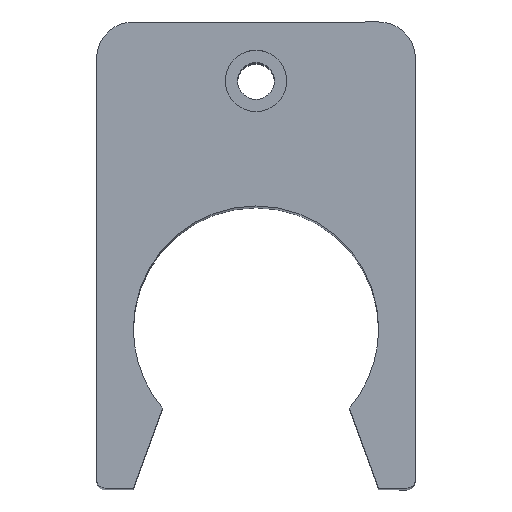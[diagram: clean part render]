
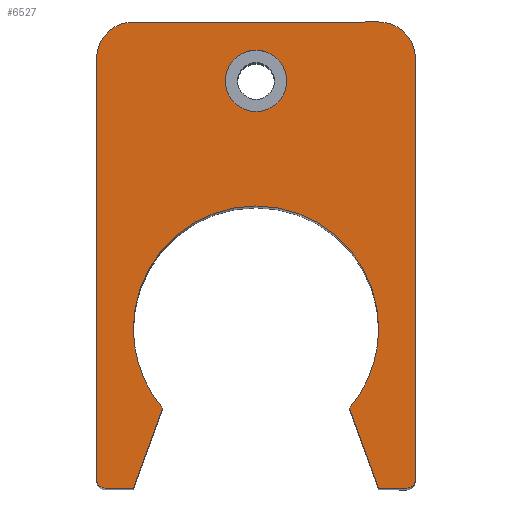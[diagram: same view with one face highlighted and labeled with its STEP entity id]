
A CAD part, top view. The second image highlights one B-rep face of the part: STEP entity #6527.
In plain terms, the highlighted planar face has unit normal (0, 0, 1).
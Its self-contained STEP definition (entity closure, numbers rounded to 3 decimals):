
#27 = CIRCLE ( 'NONE', #1303, 2.5 ) ;
#37 = AXIS2_PLACEMENT_3D ( 'NONE', #4953, #4923, #2418 ) ;
#53 = DIRECTION ( 'NONE',  ( 0., 0., 1. ) ) ;
#70 = CARTESIAN_POINT ( 'NONE',  ( 0., 0., 44. ) ) ;
#165 = CARTESIAN_POINT ( 'NONE',  ( 13., 22., 44. ) ) ;
#261 = VERTEX_POINT ( 'NONE', #4620 ) ;
#295 = ORIENTED_EDGE ( 'NONE', *, *, #1764, .T. ) ;
#419 = EDGE_CURVE ( 'NONE', #2143, #3895, #27, .T. ) ;
#485 = ORIENTED_EDGE ( 'NONE', *, *, #5789, .T. ) ;
#487 = CARTESIAN_POINT ( 'NONE',  ( -13., -12.3, 44. ) ) ;
#493 = EDGE_CURVE ( 'NONE', #5622, #6155, #890, .T. ) ;
#505 = AXIS2_PLACEMENT_3D ( 'NONE', #3462, #4546, #2453 ) ;
#511 = LINE ( 'NONE', #1446, #612 ) ;
#605 = DIRECTION ( 'NONE',  ( 1., 0., 0. ) ) ;
#612 = VECTOR ( 'NONE', #953, 1000. ) ;
#618 = ORIENTED_EDGE ( 'NONE', *, *, #6265, .T. ) ;
#620 = CARTESIAN_POINT ( 'NONE',  ( 0., 20.2, 44. ) ) ;
#629 = EDGE_LOOP ( 'NONE', ( #1485, #5921 ) ) ;
#679 = CARTESIAN_POINT ( 'NONE',  ( 10., 25., 44. ) ) ;
#796 = VERTEX_POINT ( 'NONE', #5495 ) ;
#819 = CARTESIAN_POINT ( 'NONE',  ( -10., -13., 44. ) ) ;
#858 = CARTESIAN_POINT ( 'NONE',  ( 0., 0., 44. ) ) ;
#877 = ORIENTED_EDGE ( 'NONE', *, *, #4501, .T. ) ;
#890 = LINE ( 'NONE', #3990, #3204 ) ;
#953 = DIRECTION ( 'NONE',  ( 0.342, -0.94, 0. ) ) ;
#996 = ORIENTED_EDGE ( 'NONE', *, *, #2934, .T. ) ;
#1192 = DIRECTION ( 'NONE',  ( 0.342, 0.94, 0. ) ) ;
#1193 = LINE ( 'NONE', #4795, #2331 ) ;
#1253 = DIRECTION ( 'NONE',  ( 1., 0., 0. ) ) ;
#1303 = AXIS2_PLACEMENT_3D ( 'NONE', #1720, #4789, #1253 ) ;
#1386 = LINE ( 'NONE', #2879, #5052 ) ;
#1402 = CIRCLE ( 'NONE', #5088, 3. ) ;
#1417 = DIRECTION ( 'NONE',  ( -1., 0., 0. ) ) ;
#1446 = CARTESIAN_POINT ( 'NONE',  ( 8.999, -10.25, 44. ) ) ;
#1461 = CARTESIAN_POINT ( 'NONE',  ( -2.5, 20.2, 44. ) ) ;
#1485 = ORIENTED_EDGE ( 'NONE', *, *, #5043, .F. ) ;
#1494 = CIRCLE ( 'NONE', #4231, 3. ) ;
#1560 = CARTESIAN_POINT ( 'NONE',  ( -10., 25., 44. ) ) ;
#1568 = VERTEX_POINT ( 'NONE', #1560 ) ;
#1635 = DIRECTION ( 'NONE',  ( 0., 0., -1. ) ) ;
#1694 = DIRECTION ( 'NONE',  ( 0., -1., 0. ) ) ;
#1720 = CARTESIAN_POINT ( 'NONE',  ( 0., 20.2, 44. ) ) ;
#1739 = CIRCLE ( 'NONE', #37, 10. ) ;
#1764 = EDGE_CURVE ( 'NONE', #261, #796, #511, .T. ) ;
#1777 = EDGE_CURVE ( 'NONE', #4208, #5622, #5154, .T. ) ;
#1840 = VECTOR ( 'NONE', #1192, 1000. ) ;
#1894 = DIRECTION ( 'NONE',  ( 1., 0., 0. ) ) ;
#1920 = DIRECTION ( 'NONE',  ( 0., 0., -1. ) ) ;
#2004 = CIRCLE ( 'NONE', #5060, 0.7 ) ;
#2050 = FACE_BOUND ( 'NONE', #629, .T. ) ;
#2143 = VERTEX_POINT ( 'NONE', #1461 ) ;
#2162 = LINE ( 'NONE', #819, #1840 ) ;
#2215 = ORIENTED_EDGE ( 'NONE', *, *, #1777, .T. ) ;
#2244 = VECTOR ( 'NONE', #1894, 1000. ) ;
#2331 = VECTOR ( 'NONE', #1694, 1000. ) ;
#2343 = VERTEX_POINT ( 'NONE', #3622 ) ;
#2406 = DIRECTION ( 'NONE',  ( 1., 0., 0. ) ) ;
#2418 = DIRECTION ( 'NONE',  ( 1., 0., 0. ) ) ;
#2453 = DIRECTION ( 'NONE',  ( 1., 0., 0. ) ) ;
#2566 = VERTEX_POINT ( 'NONE', #5992 ) ;
#2630 = EDGE_CURVE ( 'NONE', #6264, #5851, #1402, .T. ) ;
#2650 = DIRECTION ( 'NONE',  ( 1., 0., 0. ) ) ;
#2694 = CARTESIAN_POINT ( 'NONE',  ( 13., -12.3, 44. ) ) ;
#2777 = EDGE_CURVE ( 'NONE', #5136, #6264, #4698, .T. ) ;
#2852 = CARTESIAN_POINT ( 'NONE',  ( 12.3, -13., 44. ) ) ;
#2868 = CARTESIAN_POINT ( 'NONE',  ( -12.3, -13., 44. ) ) ;
#2879 = CARTESIAN_POINT ( 'NONE',  ( -10., 25., 44. ) ) ;
#2913 = CARTESIAN_POINT ( 'NONE',  ( -13., 22., 44. ) ) ;
#2934 = EDGE_CURVE ( 'NONE', #796, #2343, #5886, .T. ) ;
#2965 = CARTESIAN_POINT ( 'NONE',  ( 10., 22., 44. ) ) ;
#2990 = EDGE_CURVE ( 'NONE', #1568, #3974, #1494, .T. ) ;
#3029 = ORIENTED_EDGE ( 'NONE', *, *, #2777, .T. ) ;
#3100 = FACE_OUTER_BOUND ( 'NONE', #3702, .T. ) ;
#3126 = ORIENTED_EDGE ( 'NONE', *, *, #5131, .T. ) ;
#3204 = VECTOR ( 'NONE', #5486, 1000. ) ;
#3245 = ORIENTED_EDGE ( 'NONE', *, *, #3944, .T. ) ;
#3301 = CARTESIAN_POINT ( 'NONE',  ( 2.5, 20.2, 44. ) ) ;
#3462 = CARTESIAN_POINT ( 'NONE',  ( -12.3, -12.3, 44. ) ) ;
#3568 = DIRECTION ( 'NONE',  ( 0., 0., 1. ) ) ;
#3622 = CARTESIAN_POINT ( 'NONE',  ( 12.3, -13., 44. ) ) ;
#3702 = EDGE_LOOP ( 'NONE', ( #5424, #485, #3839, #295, #996, #877, #3029, #4892, #3245, #4605, #618, #2215, #4090, #3126 ) ) ;
#3710 = DIRECTION ( 'NONE',  ( 0., 1., 0. ) ) ;
#3744 = CARTESIAN_POINT ( 'NONE',  ( -10., 0., 44. ) ) ;
#3839 = ORIENTED_EDGE ( 'NONE', *, *, #3977, .T. ) ;
#3868 = DIRECTION ( 'NONE',  ( 1., 0., 0. ) ) ;
#3895 = VERTEX_POINT ( 'NONE', #3301 ) ;
#3903 = AXIS2_PLACEMENT_3D ( 'NONE', #858, #1920, #3868 ) ;
#3944 = EDGE_CURVE ( 'NONE', #5851, #1568, #1386, .T. ) ;
#3948 = CIRCLE ( 'NONE', #5000, 2.5 ) ;
#3974 = VERTEX_POINT ( 'NONE', #2913 ) ;
#3977 = EDGE_CURVE ( 'NONE', #2566, #261, #4098, .T. ) ;
#3990 = CARTESIAN_POINT ( 'NONE',  ( -12.3, -13., 44. ) ) ;
#4009 = CARTESIAN_POINT ( 'NONE',  ( -10., -13., 44. ) ) ;
#4013 = DIRECTION ( 'NONE',  ( 0., 0., 1. ) ) ;
#4040 = AXIS2_PLACEMENT_3D ( 'NONE', #70, #1635, #605 ) ;
#4058 = PLANE ( 'NONE',  #6334 ) ;
#4090 = ORIENTED_EDGE ( 'NONE', *, *, #493, .T. ) ;
#4098 = CIRCLE ( 'NONE', #3903, 10. ) ;
#4155 = CIRCLE ( 'NONE', #4040, 10. ) ;
#4208 = VERTEX_POINT ( 'NONE', #487 ) ;
#4231 = AXIS2_PLACEMENT_3D ( 'NONE', #5114, #53, #6107 ) ;
#4332 = CARTESIAN_POINT ( 'NONE',  ( 12.3, -12.3, 44. ) ) ;
#4501 = EDGE_CURVE ( 'NONE', #2343, #5136, #2004, .T. ) ;
#4546 = DIRECTION ( 'NONE',  ( 0., 0., 1. ) ) ;
#4552 = DIRECTION ( 'NONE',  ( 0., 0., 1. ) ) ;
#4605 = ORIENTED_EDGE ( 'NONE', *, *, #2990, .T. ) ;
#4620 = CARTESIAN_POINT ( 'NONE',  ( 7.624, -6.471, 44. ) ) ;
#4666 = CARTESIAN_POINT ( 'NONE',  ( 13., 22., 44. ) ) ;
#4698 = LINE ( 'NONE', #165, #5402 ) ;
#4789 = DIRECTION ( 'NONE',  ( 0., 0., 1. ) ) ;
#4795 = CARTESIAN_POINT ( 'NONE',  ( -13., -12.3, 44. ) ) ;
#4892 = ORIENTED_EDGE ( 'NONE', *, *, #2630, .T. ) ;
#4923 = DIRECTION ( 'NONE',  ( 0., 0., -1. ) ) ;
#4953 = CARTESIAN_POINT ( 'NONE',  ( 0., 0., 44. ) ) ;
#5000 = AXIS2_PLACEMENT_3D ( 'NONE', #620, #4552, #2650 ) ;
#5043 = EDGE_CURVE ( 'NONE', #3895, #2143, #3948, .T. ) ;
#5052 = VECTOR ( 'NONE', #1417, 1000. ) ;
#5060 = AXIS2_PLACEMENT_3D ( 'NONE', #4332, #6355, #2406 ) ;
#5088 = AXIS2_PLACEMENT_3D ( 'NONE', #2965, #4013, #5929 ) ;
#5114 = CARTESIAN_POINT ( 'NONE',  ( -10., 22., 44. ) ) ;
#5131 = EDGE_CURVE ( 'NONE', #6155, #5156, #2162, .T. ) ;
#5136 = VERTEX_POINT ( 'NONE', #2694 ) ;
#5154 = CIRCLE ( 'NONE', #505, 0.7 ) ;
#5156 = VERTEX_POINT ( 'NONE', #6216 ) ;
#5297 = EDGE_CURVE ( 'NONE', #5156, #6271, #1739, .T. ) ;
#5402 = VECTOR ( 'NONE', #3710, 1000. ) ;
#5424 = ORIENTED_EDGE ( 'NONE', *, *, #5297, .T. ) ;
#5486 = DIRECTION ( 'NONE',  ( 1., 0., 0. ) ) ;
#5495 = CARTESIAN_POINT ( 'NONE',  ( 10., -13., 44. ) ) ;
#5585 = DIRECTION ( 'NONE',  ( 1., 0., 0. ) ) ;
#5622 = VERTEX_POINT ( 'NONE', #2868 ) ;
#5789 = EDGE_CURVE ( 'NONE', #6271, #2566, #4155, .T. ) ;
#5851 = VERTEX_POINT ( 'NONE', #679 ) ;
#5886 = LINE ( 'NONE', #2852, #2244 ) ;
#5921 = ORIENTED_EDGE ( 'NONE', *, *, #419, .F. ) ;
#5929 = DIRECTION ( 'NONE',  ( 1., 0., 0. ) ) ;
#5992 = CARTESIAN_POINT ( 'NONE',  ( 10., 0., 44. ) ) ;
#6076 = CARTESIAN_POINT ( 'NONE',  ( -12.3, -12.3, 44. ) ) ;
#6107 = DIRECTION ( 'NONE',  ( 1., 0., 0. ) ) ;
#6155 = VERTEX_POINT ( 'NONE', #4009 ) ;
#6216 = CARTESIAN_POINT ( 'NONE',  ( -7.624, -6.471, 44. ) ) ;
#6264 = VERTEX_POINT ( 'NONE', #4666 ) ;
#6265 = EDGE_CURVE ( 'NONE', #3974, #4208, #1193, .T. ) ;
#6271 = VERTEX_POINT ( 'NONE', #3744 ) ;
#6334 = AXIS2_PLACEMENT_3D ( 'NONE', #6076, #3568, #5585 ) ;
#6355 = DIRECTION ( 'NONE',  ( 0., 0., 1. ) ) ;
#6527 = ADVANCED_FACE ( 'NONE', ( #3100, #2050 ), #4058, .T. ) ;
